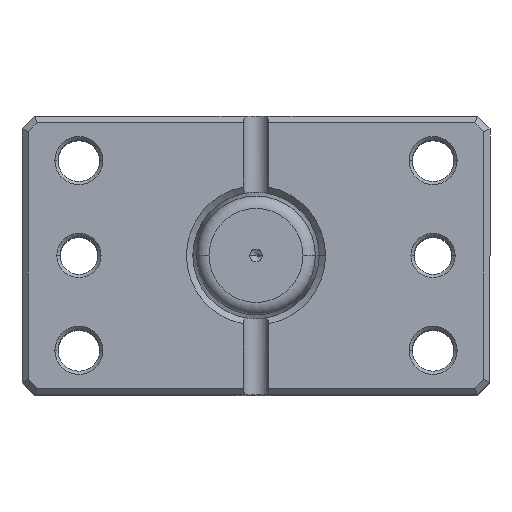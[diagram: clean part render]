
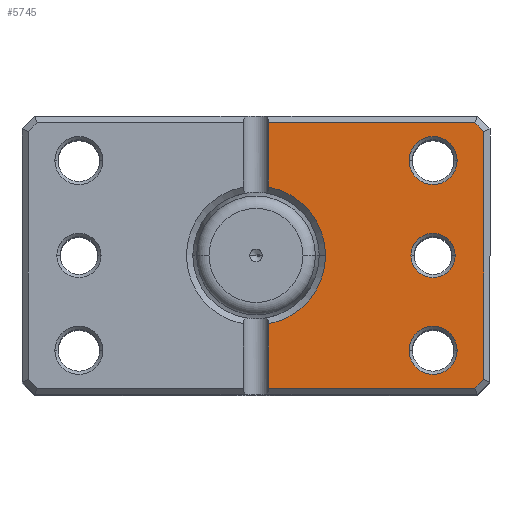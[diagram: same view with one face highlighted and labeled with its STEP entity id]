
A CAD part, top view. The second image highlights one B-rep face of the part: STEP entity #5745.
In plain terms, the highlighted face is planar.
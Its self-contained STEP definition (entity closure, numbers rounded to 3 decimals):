
#43 = AXIS2_PLACEMENT_3D ( 'NONE', #5313, #1970, #5863 ) ;
#64 = AXIS2_PLACEMENT_3D ( 'NONE', #205, #6335, #2983 ) ;
#97 = CARTESIAN_POINT ( 'NONE',  ( -24.2, -15., 0. ) ) ;
#104 = EDGE_CURVE ( 'NONE', #325, #245, #5184, .T. ) ;
#151 = EDGE_CURVE ( 'NONE', #1231, #2233, #1878, .T. ) ;
#181 = VECTOR ( 'NONE', #4796, 1000. ) ;
#205 = CARTESIAN_POINT ( 'NONE',  ( 0., 0., 0. ) ) ;
#245 = VERTEX_POINT ( 'NONE', #1010 ) ;
#253 = AXIS2_PLACEMENT_3D ( 'NONE', #812, #734, #360 ) ;
#325 = VERTEX_POINT ( 'NONE', #97 ) ;
#352 = DIRECTION ( 'NONE',  ( 1., 0., 0. ) ) ;
#357 = CARTESIAN_POINT ( 'NONE',  ( 0., 21., 0. ) ) ;
#360 = DIRECTION ( 'NONE',  ( 1., 0., 0. ) ) ;
#363 = CARTESIAN_POINT ( 'NONE',  ( -2., -21., 0. ) ) ;
#413 = VECTOR ( 'NONE', #1799, 1000. ) ;
#558 = VERTEX_POINT ( 'NONE', #5431 ) ;
#601 = ORIENTED_EDGE ( 'NONE', *, *, #1723, .T. ) ;
#707 = FACE_OUTER_BOUND ( 'NONE', #6813, .T. ) ;
#734 = DIRECTION ( 'NONE',  ( 0., 0., 1. ) ) ;
#765 = VERTEX_POINT ( 'NONE', #4707 ) ;
#812 = CARTESIAN_POINT ( 'NONE',  ( -28., 15., 0. ) ) ;
#821 = VECTOR ( 'NONE', #5203, 1000. ) ;
#842 = VERTEX_POINT ( 'NONE', #1194 ) ;
#1009 = CIRCLE ( 'NONE', #253, 3.8 ) ;
#1010 = CARTESIAN_POINT ( 'NONE',  ( -31.8, -15., 0. ) ) ;
#1031 = ORIENTED_EDGE ( 'NONE', *, *, #5920, .T. ) ;
#1149 = CARTESIAN_POINT ( 'NONE',  ( -36., -19.586, 0. ) ) ;
#1159 = CARTESIAN_POINT ( 'NONE',  ( -2., -10.817, 0. ) ) ;
#1194 = CARTESIAN_POINT ( 'NONE',  ( -11., 0., 0. ) ) ;
#1215 = EDGE_CURVE ( 'NONE', #5456, #1292, #1009, .T. ) ;
#1231 = VERTEX_POINT ( 'NONE', #1159 ) ;
#1266 = DIRECTION ( 'NONE',  ( 0.707, 0.707, 0. ) ) ;
#1287 = VERTEX_POINT ( 'NONE', #5318 ) ;
#1292 = VERTEX_POINT ( 'NONE', #2495 ) ;
#1434 = VERTEX_POINT ( 'NONE', #2373 ) ;
#1585 = EDGE_CURVE ( 'NONE', #3201, #4320, #2808, .T. ) ;
#1716 = DIRECTION ( 'NONE',  ( 0., 0., 1. ) ) ;
#1723 = EDGE_CURVE ( 'NONE', #245, #325, #2448, .T. ) ;
#1755 = CARTESIAN_POINT ( 'NONE',  ( -28., -15., 0. ) ) ;
#1789 = CIRCLE ( 'NONE', #43, 3.5 ) ;
#1799 = DIRECTION ( 'NONE',  ( 0., -1., 0. ) ) ;
#1824 = CARTESIAN_POINT ( 'NONE',  ( -28., 15., 0. ) ) ;
#1872 = DIRECTION ( 'NONE',  ( -0.707, 0.707, 0. ) ) ;
#1873 = ORIENTED_EDGE ( 'NONE', *, *, #4432, .T. ) ;
#1878 = LINE ( 'NONE', #6816, #413 ) ;
#1903 = EDGE_CURVE ( 'NONE', #1287, #3254, #5513, .T. ) ;
#1970 = DIRECTION ( 'NONE',  ( 0., 0., 1. ) ) ;
#2046 = CARTESIAN_POINT ( 'NONE',  ( 0., 0., 0. ) ) ;
#2170 = EDGE_LOOP ( 'NONE', ( #6676, #2788 ) ) ;
#2181 = FACE_BOUND ( 'NONE', #2432, .T. ) ;
#2233 = VERTEX_POINT ( 'NONE', #363 ) ;
#2363 = DIRECTION ( 'NONE',  ( 1., 0., 0. ) ) ;
#2373 = CARTESIAN_POINT ( 'NONE',  ( -31.5, 0., 0. ) ) ;
#2399 = ORIENTED_EDGE ( 'NONE', *, *, #3393, .T. ) ;
#2432 = EDGE_LOOP ( 'NONE', ( #5893, #3909 ) ) ;
#2448 = CIRCLE ( 'NONE', #4909, 3.8 ) ;
#2495 = CARTESIAN_POINT ( 'NONE',  ( -31.8, 15., 0. ) ) ;
#2555 = AXIS2_PLACEMENT_3D ( 'NONE', #1824, #5722, #2363 ) ;
#2597 = DIRECTION ( 'NONE',  ( 1., 0., 0. ) ) ;
#2631 = CARTESIAN_POINT ( 'NONE',  ( -27.793, 27.793, 0. ) ) ;
#2760 = ORIENTED_EDGE ( 'NONE', *, *, #2995, .T. ) ;
#2788 = ORIENTED_EDGE ( 'NONE', *, *, #3715, .T. ) ;
#2808 = LINE ( 'NONE', #6334, #4309 ) ;
#2817 = EDGE_LOOP ( 'NONE', ( #601, #6235 ) ) ;
#2855 = ORIENTED_EDGE ( 'NONE', *, *, #151, .T. ) ;
#2983 = DIRECTION ( 'NONE',  ( 1., 0., 0. ) ) ;
#2995 = EDGE_CURVE ( 'NONE', #765, #842, #6504, .T. ) ;
#3098 = ORIENTED_EDGE ( 'NONE', *, *, #4473, .T. ) ;
#3201 = VERTEX_POINT ( 'NONE', #6740 ) ;
#3254 = VERTEX_POINT ( 'NONE', #5474 ) ;
#3263 = VERTEX_POINT ( 'NONE', #3816 ) ;
#3393 = EDGE_CURVE ( 'NONE', #842, #1231, #4053, .T. ) ;
#3418 = VECTOR ( 'NONE', #6896, 1000. ) ;
#3516 = ORIENTED_EDGE ( 'NONE', *, *, #5867, .T. ) ;
#3540 = DIRECTION ( 'NONE',  ( 1., 0., 0. ) ) ;
#3563 = DIRECTION ( 'NONE',  ( 0., 0., 1. ) ) ;
#3661 = DIRECTION ( 'NONE',  ( 0., 0., 1. ) ) ;
#3666 = FACE_BOUND ( 'NONE', #2817, .T. ) ;
#3685 = AXIS2_PLACEMENT_3D ( 'NONE', #6966, #3661, #352 ) ;
#3715 = EDGE_CURVE ( 'NONE', #3263, #1434, #1789, .T. ) ;
#3783 = LINE ( 'NONE', #4669, #821 ) ;
#3816 = CARTESIAN_POINT ( 'NONE',  ( -24.5, 0., 0. ) ) ;
#3909 = ORIENTED_EDGE ( 'NONE', *, *, #1215, .T. ) ;
#3950 = ORIENTED_EDGE ( 'NONE', *, *, #1903, .T. ) ;
#3962 = CARTESIAN_POINT ( 'NONE',  ( -28., -15., 0. ) ) ;
#4027 = VECTOR ( 'NONE', #1266, 1000. ) ;
#4053 = CIRCLE ( 'NONE', #5532, 11. ) ;
#4080 = LINE ( 'NONE', #5395, #6827 ) ;
#4180 = DIRECTION ( 'NONE',  ( 1., 0., 0. ) ) ;
#4309 = VECTOR ( 'NONE', #1872, 1000. ) ;
#4320 = VERTEX_POINT ( 'NONE', #1149 ) ;
#4432 = EDGE_CURVE ( 'NONE', #4320, #1287, #3783, .T. ) ;
#4473 = EDGE_CURVE ( 'NONE', #2233, #3201, #6380, .T. ) ;
#4543 = EDGE_CURVE ( 'NONE', #1434, #3263, #5865, .T. ) ;
#4648 = PLANE ( 'NONE',  #64 ) ;
#4669 = CARTESIAN_POINT ( 'NONE',  ( -36., 0., 0. ) ) ;
#4707 = CARTESIAN_POINT ( 'NONE',  ( -2., 10.817, 0. ) ) ;
#4716 = DIRECTION ( 'NONE',  ( 0., 0., 1. ) ) ;
#4796 = DIRECTION ( 'NONE',  ( 1., 0., 0. ) ) ;
#4909 = AXIS2_PLACEMENT_3D ( 'NONE', #1755, #4716, #4180 ) ;
#5044 = CARTESIAN_POINT ( 'NONE',  ( 0., 0., 0. ) ) ;
#5184 = CIRCLE ( 'NONE', #6285, 3.8 ) ;
#5203 = DIRECTION ( 'NONE',  ( 0., 1., 0. ) ) ;
#5313 = CARTESIAN_POINT ( 'NONE',  ( -28., 0., 0. ) ) ;
#5318 = CARTESIAN_POINT ( 'NONE',  ( -36., 19.586, 0. ) ) ;
#5395 = CARTESIAN_POINT ( 'NONE',  ( -2., 22., 0. ) ) ;
#5431 = CARTESIAN_POINT ( 'NONE',  ( -2., 21., 0. ) ) ;
#5439 = AXIS2_PLACEMENT_3D ( 'NONE', #2046, #5941, #2597 ) ;
#5456 = VERTEX_POINT ( 'NONE', #6047 ) ;
#5474 = CARTESIAN_POINT ( 'NONE',  ( -34.586, 21., 0. ) ) ;
#5513 = LINE ( 'NONE', #2631, #4027 ) ;
#5532 = AXIS2_PLACEMENT_3D ( 'NONE', #5044, #1716, #5604 ) ;
#5604 = DIRECTION ( 'NONE',  ( 1., 0., 0. ) ) ;
#5722 = DIRECTION ( 'NONE',  ( 0., 0., 1. ) ) ;
#5745 = ADVANCED_FACE ( 'NONE', ( #6625, #3666, #2181, #707 ), #4648, .F. ) ;
#5863 = DIRECTION ( 'NONE',  ( 1., 0., 0. ) ) ;
#5865 = CIRCLE ( 'NONE', #3685, 3.5 ) ;
#5867 = EDGE_CURVE ( 'NONE', #3254, #558, #5917, .T. ) ;
#5893 = ORIENTED_EDGE ( 'NONE', *, *, #6901, .T. ) ;
#5917 = LINE ( 'NONE', #357, #181 ) ;
#5920 = EDGE_CURVE ( 'NONE', #558, #765, #4080, .T. ) ;
#5941 = DIRECTION ( 'NONE',  ( 0., 0., 1. ) ) ;
#6047 = CARTESIAN_POINT ( 'NONE',  ( -24.2, 15., 0. ) ) ;
#6235 = ORIENTED_EDGE ( 'NONE', *, *, #104, .T. ) ;
#6285 = AXIS2_PLACEMENT_3D ( 'NONE', #3962, #3563, #3540 ) ;
#6334 = CARTESIAN_POINT ( 'NONE',  ( -27.793, -27.793, 0. ) ) ;
#6335 = DIRECTION ( 'NONE',  ( 0., 0., 1. ) ) ;
#6380 = LINE ( 'NONE', #6387, #3418 ) ;
#6387 = CARTESIAN_POINT ( 'NONE',  ( 0., -21., 0. ) ) ;
#6470 = DIRECTION ( 'NONE',  ( 0., -1., 0. ) ) ;
#6504 = CIRCLE ( 'NONE', #5439, 11. ) ;
#6625 = FACE_BOUND ( 'NONE', #2170, .T. ) ;
#6676 = ORIENTED_EDGE ( 'NONE', *, *, #4543, .T. ) ;
#6740 = CARTESIAN_POINT ( 'NONE',  ( -34.586, -21., 0. ) ) ;
#6809 = CIRCLE ( 'NONE', #2555, 3.8 ) ;
#6813 = EDGE_LOOP ( 'NONE', ( #1031, #2760, #2399, #2855, #3098, #6913, #1873, #3950, #3516 ) ) ;
#6816 = CARTESIAN_POINT ( 'NONE',  ( -2., 22., 0. ) ) ;
#6827 = VECTOR ( 'NONE', #6470, 1000. ) ;
#6896 = DIRECTION ( 'NONE',  ( -1., 0., 0. ) ) ;
#6901 = EDGE_CURVE ( 'NONE', #1292, #5456, #6809, .T. ) ;
#6913 = ORIENTED_EDGE ( 'NONE', *, *, #1585, .T. ) ;
#6966 = CARTESIAN_POINT ( 'NONE',  ( -28., 0., 0. ) ) ;
